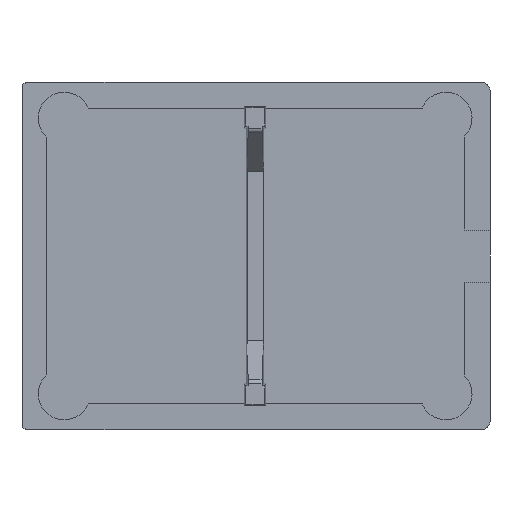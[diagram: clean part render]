
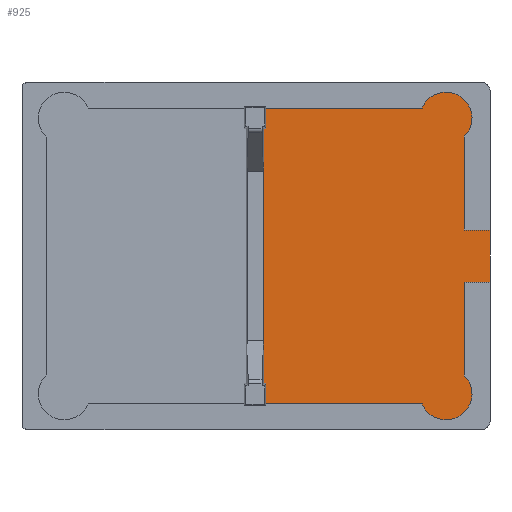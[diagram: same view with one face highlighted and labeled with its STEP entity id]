
A CAD part, front view. The second image highlights one B-rep face of the part: STEP entity #925.
In plain terms, the highlighted face is planar.
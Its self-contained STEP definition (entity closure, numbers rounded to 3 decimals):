
#54=CIRCLE('',#989,3.);
#55=CIRCLE('',#990,3.);
#82=ORIENTED_EDGE('',*,*,#358,.F.);
#83=ORIENTED_EDGE('',*,*,#354,.T.);
#84=ORIENTED_EDGE('',*,*,#359,.T.);
#85=ORIENTED_EDGE('',*,*,#360,.T.);
#86=ORIENTED_EDGE('',*,*,#361,.T.);
#87=ORIENTED_EDGE('',*,*,#362,.T.);
#88=ORIENTED_EDGE('',*,*,#363,.T.);
#89=ORIENTED_EDGE('',*,*,#364,.T.);
#90=ORIENTED_EDGE('',*,*,#365,.T.);
#91=ORIENTED_EDGE('',*,*,#352,.T.);
#92=ORIENTED_EDGE('',*,*,#366,.F.);
#93=ORIENTED_EDGE('',*,*,#367,.F.);
#94=ORIENTED_EDGE('',*,*,#368,.F.);
#95=ORIENTED_EDGE('',*,*,#369,.F.);
#352=EDGE_CURVE('',#491,#490,#582,.T.);
#354=EDGE_CURVE('',#492,#493,#584,.T.);
#358=EDGE_CURVE('',#492,#496,#588,.T.);
#359=EDGE_CURVE('',#493,#497,#54,.T.);
#360=EDGE_CURVE('',#497,#498,#589,.T.);
#361=EDGE_CURVE('',#498,#499,#590,.T.);
#362=EDGE_CURVE('',#499,#500,#591,.T.);
#363=EDGE_CURVE('',#500,#501,#592,.T.);
#364=EDGE_CURVE('',#501,#502,#593,.T.);
#365=EDGE_CURVE('',#502,#491,#55,.T.);
#366=EDGE_CURVE('',#503,#490,#594,.T.);
#367=EDGE_CURVE('',#504,#503,#595,.T.);
#368=EDGE_CURVE('',#505,#504,#596,.T.);
#369=EDGE_CURVE('',#496,#505,#597,.T.);
#490=VERTEX_POINT('',#1327);
#491=VERTEX_POINT('',#1329);
#492=VERTEX_POINT('',#1333);
#493=VERTEX_POINT('',#1334);
#496=VERTEX_POINT('',#1342);
#497=VERTEX_POINT('',#1344);
#498=VERTEX_POINT('',#1346);
#499=VERTEX_POINT('',#1348);
#500=VERTEX_POINT('',#1350);
#501=VERTEX_POINT('',#1352);
#502=VERTEX_POINT('',#1354);
#503=VERTEX_POINT('',#1357);
#504=VERTEX_POINT('',#1359);
#505=VERTEX_POINT('',#1361);
#582=LINE('',#1328,#692);
#584=LINE('',#1332,#694);
#588=LINE('',#1341,#698);
#589=LINE('',#1345,#699);
#590=LINE('',#1347,#700);
#591=LINE('',#1349,#701);
#592=LINE('',#1351,#702);
#593=LINE('',#1353,#703);
#594=LINE('',#1356,#704);
#595=LINE('',#1358,#705);
#596=LINE('',#1360,#706);
#597=LINE('',#1362,#707);
#692=VECTOR('',#1070,1000.);
#694=VECTOR('',#1074,1000.);
#698=VECTOR('',#1080,1000.);
#699=VECTOR('',#1083,1000.);
#700=VECTOR('',#1084,1000.);
#701=VECTOR('',#1085,1000.);
#702=VECTOR('',#1086,1000.);
#703=VECTOR('',#1087,1000.);
#704=VECTOR('',#1090,1000.);
#705=VECTOR('',#1091,1000.);
#706=VECTOR('',#1092,1000.);
#707=VECTOR('',#1093,1000.);
#795=EDGE_LOOP('',(#82,#83,#84,#85,#86,#87,#88,#89,#90,#91,#92,#93,#94,
#95));
#843=FACE_BOUND('',#795,.T.);
#891=PLANE('',#988);
#925=ADVANCED_FACE('',(#843),#891,.T.);
#988=AXIS2_PLACEMENT_3D('',#1340,#1078,#1079);
#989=AXIS2_PLACEMENT_3D('',#1343,#1081,#1082);
#990=AXIS2_PLACEMENT_3D('',#1355,#1088,#1089);
#1070=DIRECTION('',(1.,0.,0.));
#1074=DIRECTION('',(-1.,0.,0.));
#1078=DIRECTION('',(0.,1.,0.));
#1079=DIRECTION('',(0.,0.,1.));
#1080=DIRECTION('',(0.,0.,1.));
#1081=DIRECTION('',(0.,1.,0.));
#1082=DIRECTION('',(1.,0.,0.));
#1083=DIRECTION('',(0.,0.,1.));
#1084=DIRECTION('',(-1.,0.,0.));
#1085=DIRECTION('',(0.,0.,1.));
#1086=DIRECTION('',(1.,0.,0.));
#1087=DIRECTION('',(0.,0.,1.));
#1088=DIRECTION('',(0.,1.,0.));
#1089=DIRECTION('',(1.,0.,0.));
#1090=DIRECTION('',(0.,0.,1.));
#1091=DIRECTION('',(-1.,0.,0.));
#1092=DIRECTION('',(0.,0.,1.));
#1093=DIRECTION('',(1.,0.,0.));
#1327=CARTESIAN_POINT('',(-1.25,2.7,17.05));
#1328=CARTESIAN_POINT('',(-19.259,2.7,17.05));
#1329=CARTESIAN_POINT('',(-19.259,2.7,17.05));
#1332=CARTESIAN_POINT('',(19.259,2.7,-17.05));
#1333=CARTESIAN_POINT('',(-1.25,2.7,-17.05));
#1334=CARTESIAN_POINT('',(-19.259,2.7,-17.05));
#1340=CARTESIAN_POINT('',(-22.03,2.7,15.9));
#1341=CARTESIAN_POINT('',(-1.25,2.7,15.9));
#1342=CARTESIAN_POINT('',(-1.25,2.7,-14.71));
#1343=CARTESIAN_POINT('',(-22.03,2.7,-15.9));
#1344=CARTESIAN_POINT('',(-24.1,2.7,-13.729));
#1345=CARTESIAN_POINT('',(-24.1,2.7,-13.729));
#1346=CARTESIAN_POINT('',(-24.1,2.7,-3.));
#1347=CARTESIAN_POINT('',(-24.1,2.7,-3.));
#1348=CARTESIAN_POINT('',(-27.1,2.7,-3.));
#1349=CARTESIAN_POINT('',(-27.1,2.7,-3.));
#1350=CARTESIAN_POINT('',(-27.1,2.7,3.));
#1351=CARTESIAN_POINT('',(-27.1,2.7,3.));
#1352=CARTESIAN_POINT('',(-24.1,2.7,3.));
#1353=CARTESIAN_POINT('',(-24.1,2.7,3.));
#1354=CARTESIAN_POINT('',(-24.1,2.7,13.729));
#1355=CARTESIAN_POINT('',(-22.03,2.7,15.9));
#1356=CARTESIAN_POINT('',(-1.25,2.7,14.71));
#1357=CARTESIAN_POINT('',(-1.25,2.7,14.71));
#1358=CARTESIAN_POINT('',(-1.,2.7,14.71));
#1359=CARTESIAN_POINT('',(-1.,2.7,14.71));
#1360=CARTESIAN_POINT('',(-1.,2.7,-14.71));
#1361=CARTESIAN_POINT('',(-1.,2.7,-14.71));
#1362=CARTESIAN_POINT('',(-1.25,2.7,-14.71));
